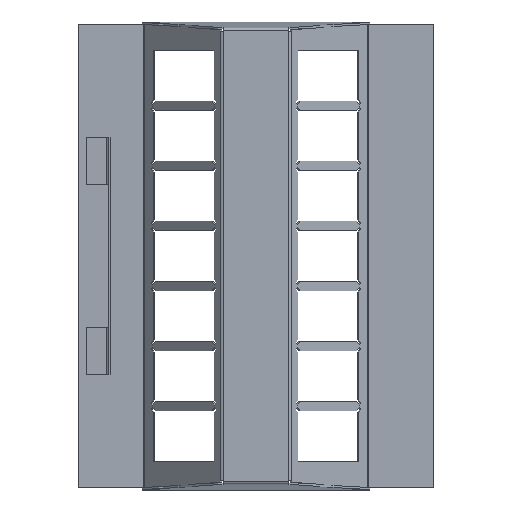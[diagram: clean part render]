
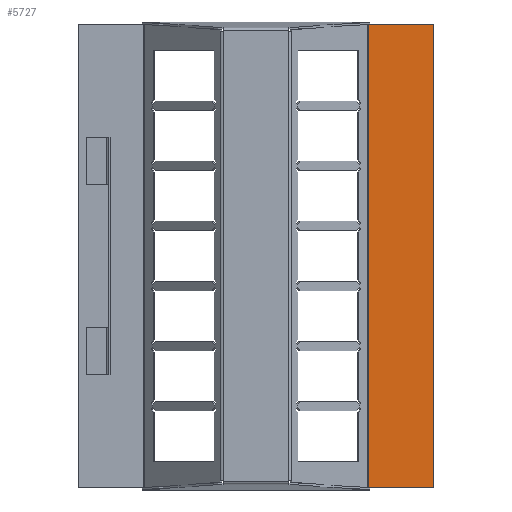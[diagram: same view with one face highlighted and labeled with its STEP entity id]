
A CAD part, front view. The second image highlights one B-rep face of the part: STEP entity #5727.
In plain terms, the highlighted planar face has unit normal (0, -1, 0).
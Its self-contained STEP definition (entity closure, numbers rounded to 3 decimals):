
#1117=DIRECTION('',(0.,0.,-1.));
#1118=VECTOR('',#1117,292.9);
#1119=CARTESIAN_POINT('',(112.5,0.,146.45));
#1120=LINE('',#1119,#1118);
#1121=DIRECTION('',(-1.,0.,0.));
#1122=VECTOR('',#1121,41.568);
#1123=CARTESIAN_POINT('',(112.5,0.,-146.45));
#1124=LINE('',#1123,#1122);
#1136=DIRECTION('',(0.,0.,-1.));
#1137=VECTOR('',#1136,292.9);
#1138=CARTESIAN_POINT('',(70.932,0.,146.45));
#1139=LINE('',#1138,#1137);
#2377=DIRECTION('',(-1.,0.,0.));
#2378=VECTOR('',#2377,41.568);
#2379=CARTESIAN_POINT('',(112.5,0.,146.45));
#2380=LINE('',#2379,#2378);
#4946=CARTESIAN_POINT('',(70.932,0.,146.45));
#4947=VERTEX_POINT('',#4946);
#4954=CARTESIAN_POINT('',(112.5,0.,146.45));
#4955=CARTESIAN_POINT('',(112.5,0.,-146.45));
#4956=VERTEX_POINT('',#4954);
#4957=VERTEX_POINT('',#4955);
#4958=CARTESIAN_POINT('',(70.932,0.,-146.45));
#4959=VERTEX_POINT('',#4958);
#5713=CARTESIAN_POINT('',(0.,0.,
0.));
#5714=DIRECTION('',(0.,-1.,0.));
#5715=DIRECTION('',(-1.,0.,0.));
#5716=AXIS2_PLACEMENT_3D('',#5713,#5714,#5715);
#5717=PLANE('',#5716);
#5719=ORIENTED_EDGE('',*,*,#5718,.F.);
#5721=ORIENTED_EDGE('',*,*,#5720,.F.);
#5722=ORIENTED_EDGE('',*,*,#5703,.T.);
#5724=ORIENTED_EDGE('',*,*,#5723,.T.);
#5725=EDGE_LOOP('',(#5719,#5721,#5722,#5724));
#5726=FACE_OUTER_BOUND('',#5725,.F.);
#5703=EDGE_CURVE('',#4956,#4957,#1120,.T.);
#5718=EDGE_CURVE('',#4947,#4959,#1139,.T.);
#5720=EDGE_CURVE('',#4956,#4947,#2380,.T.);
#5723=EDGE_CURVE('',#4957,#4959,#1124,.T.);
#5727=ADVANCED_FACE('',(#5726),#5717,.T.);
